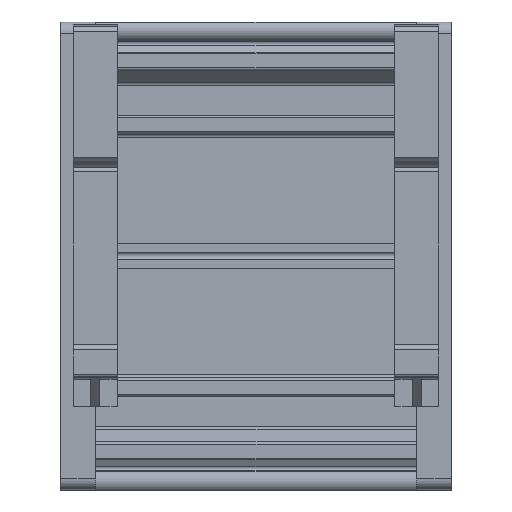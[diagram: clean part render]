
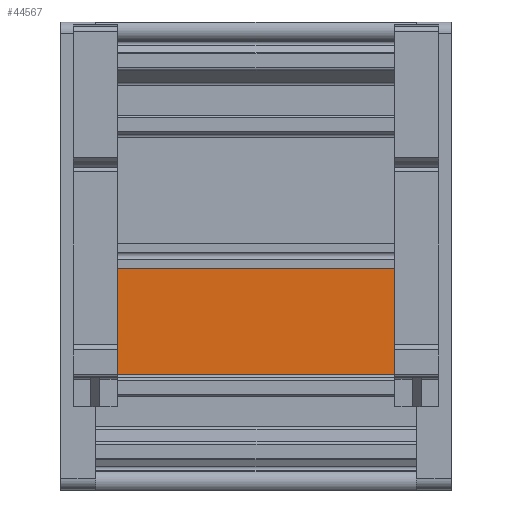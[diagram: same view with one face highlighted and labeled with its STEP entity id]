
A CAD part, front view. The second image highlights one B-rep face of the part: STEP entity #44567.
In plain terms, the highlighted planar face has unit normal (0, -1, 0).
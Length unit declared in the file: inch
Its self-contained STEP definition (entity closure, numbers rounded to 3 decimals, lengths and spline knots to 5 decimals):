
#272 = FACE_OUTER_BOUND ( 'NONE', #26845, .T. ) ;
#371 = AXIS2_PLACEMENT_3D ( 'NONE', #34717, #34718, #34719 ) ;
#11171 = ORIENTED_EDGE ( 'NONE', *, *, #41380, .T. ) ;
#11221 = ORIENTED_EDGE ( 'NONE', *, *, #41382, .T. ) ;
#11232 = ORIENTED_EDGE ( 'NONE', *, *, #41371, .F. ) ;
#11241 = ORIENTED_EDGE ( 'NONE', *, *, #41326, .F. ) ;
#12600 = LINE ( 'NONE', #17155, #12603 ) ;
#12603 = VECTOR ( 'NONE', #17156, 39.37008 ) ;
#12679 = LINE ( 'NONE', #17250, #12685 ) ;
#12685 = VECTOR ( 'NONE', #17248, 39.37008 ) ;
#12696 = LINE ( 'NONE', #17273, #12698 ) ;
#12698 = VECTOR ( 'NONE', #17269, 39.37008 ) ;
#12699 = LINE ( 'NONE', #17279, #12702 ) ;
#12702 = VECTOR ( 'NONE', #17280, 39.37008 ) ;
#15919 = VERTEX_POINT ( 'NONE', #37807 ) ;
#15991 = VERTEX_POINT ( 'NONE', #38056 ) ;
#16031 = VERTEX_POINT ( 'NONE', #38096 ) ;
#16170 = VERTEX_POINT ( 'NONE', #38235 ) ;
#17155 = CARTESIAN_POINT ( 'NONE',  ( -1.59449, 0.5315, 0.25 ) ) ;
#17156 = DIRECTION ( 'NONE',  ( -1., 0., 0. ) ) ;
#17248 = DIRECTION ( 'NONE',  ( 0., 0., -1. ) ) ;
#17250 = CARTESIAN_POINT ( 'NONE',  ( -0.04921, 0.5315, 2.54606 ) ) ;
#17269 = DIRECTION ( 'NONE',  ( 0., 0., -1. ) ) ;
#17273 = CARTESIAN_POINT ( 'NONE',  ( -0.85039, 0.5315, 2.54606 ) ) ;
#17279 = CARTESIAN_POINT ( 'NONE',  ( -1.59449, 0.5315, 2.54528 ) ) ;
#17280 = DIRECTION ( 'NONE',  ( -1., 0., 0. ) ) ;
#26845 = EDGE_LOOP ( 'NONE', ( #11171, #11241, #11232, #11221 ) ) ;
#34696 = PLANE ( 'NONE',  #371 ) ;
#34717 = CARTESIAN_POINT ( 'NONE',  ( -0.85039, 0.5315, 2.54606 ) ) ;
#34718 = DIRECTION ( 'NONE',  ( 0., 1., 0. ) ) ;
#34719 = DIRECTION ( 'NONE',  ( 0., 0., 1. ) ) ;
#37807 = CARTESIAN_POINT ( 'NONE',  ( -0.85039, 0.5315, 2.54528 ) ) ;
#38056 = CARTESIAN_POINT ( 'NONE',  ( -0.04921, 0.5315, 2.54528 ) ) ;
#38096 = CARTESIAN_POINT ( 'NONE',  ( -0.04921, 0.5315, 0.25 ) ) ;
#38235 = CARTESIAN_POINT ( 'NONE',  ( -0.85039, 0.5315, 0.25 ) ) ;
#41326 = EDGE_CURVE ( 'NONE', #16031, #16170, #12600, .T. ) ;
#41371 = EDGE_CURVE ( 'NONE', #15991, #16031, #12679, .T. ) ;
#41380 = EDGE_CURVE ( 'NONE', #15919, #16170, #12696, .T. ) ;
#41382 = EDGE_CURVE ( 'NONE', #15991, #15919, #12699, .T. ) ;
#44567 = ADVANCED_FACE ( 'NONE', ( #272 ), #34696, .F. ) ;
